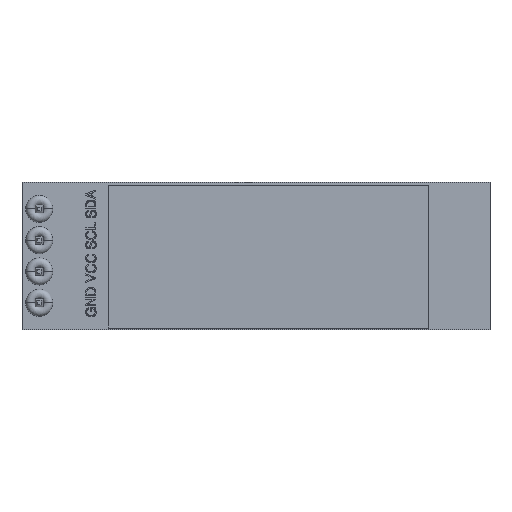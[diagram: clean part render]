
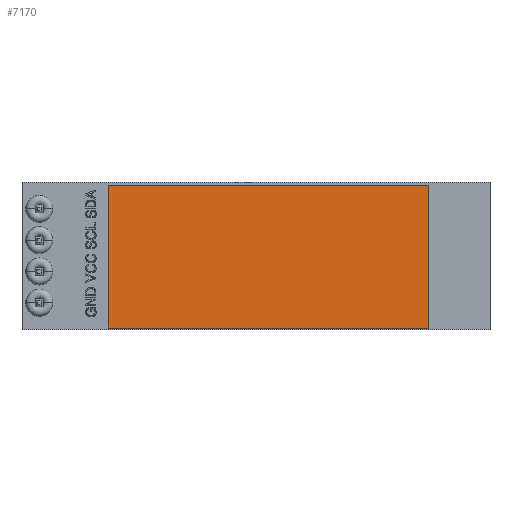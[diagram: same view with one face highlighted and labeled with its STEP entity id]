
A CAD part, top view. The second image highlights one B-rep face of the part: STEP entity #7170.
In plain terms, the highlighted planar face has unit normal (0, 0, 1).
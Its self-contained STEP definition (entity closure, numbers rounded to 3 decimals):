
#492 = LINE ( 'NONE', #23555, #17347 ) ;
#888 = CARTESIAN_POINT ( 'NONE',  ( 26., 0., 1. ) ) ;
#2322 = FACE_OUTER_BOUND ( 'NONE', #20298, .T. ) ;
#2566 = DIRECTION ( 'NONE',  ( 1., 0., 0. ) ) ;
#4010 = DIRECTION ( 'NONE',  ( 1., 0., 0. ) ) ;
#4331 = DIRECTION ( 'NONE',  ( 0., 0., 1. ) ) ;
#4794 = ORIENTED_EDGE ( 'NONE', *, *, #20573, .T. ) ;
#4818 = CARTESIAN_POINT ( 'NONE',  ( 0., 0., 1. ) ) ;
#6693 = LINE ( 'NONE', #4818, #14631 ) ;
#6849 = ORIENTED_EDGE ( 'NONE', *, *, #22717, .F. ) ;
#7047 = ORIENTED_EDGE ( 'NONE', *, *, #17447, .T. ) ;
#7170 = ADVANCED_FACE ( 'NONE', ( #2322 ), #13825, .T. ) ;
#8854 = VECTOR ( 'NONE', #17794, 1000. ) ;
#11014 = VERTEX_POINT ( 'NONE', #18563 ) ;
#11505 = VERTEX_POINT ( 'NONE', #18775 ) ;
#11693 = EDGE_CURVE ( 'NONE', #11505, #23296, #6693, .T. ) ;
#13429 = AXIS2_PLACEMENT_3D ( 'NONE', #19743, #4331, #2566 ) ;
#13825 = PLANE ( 'NONE',  #13429 ) ;
#14571 = CARTESIAN_POINT ( 'NONE',  ( 26., 11.6, 1. ) ) ;
#14631 = VECTOR ( 'NONE', #20101, 1000. ) ;
#15304 = LINE ( 'NONE', #19427, #17953 ) ;
#17347 = VECTOR ( 'NONE', #4010, 1000. ) ;
#17447 = EDGE_CURVE ( 'NONE', #11505, #11014, #492, .T. ) ;
#17794 = DIRECTION ( 'NONE',  ( 0., 1., 0. ) ) ;
#17910 = VERTEX_POINT ( 'NONE', #14571 ) ;
#17953 = VECTOR ( 'NONE', #22972, 1000. ) ;
#18563 = CARTESIAN_POINT ( 'NONE',  ( 26., 0., 1. ) ) ;
#18775 = CARTESIAN_POINT ( 'NONE',  ( 0., 0., 1. ) ) ;
#19427 = CARTESIAN_POINT ( 'NONE',  ( 0., 11.6, 1. ) ) ;
#19653 = CARTESIAN_POINT ( 'NONE',  ( 0., 11.6, 1. ) ) ;
#19743 = CARTESIAN_POINT ( 'NONE',  ( 0., 0., 1. ) ) ;
#19936 = LINE ( 'NONE', #888, #8854 ) ;
#20101 = DIRECTION ( 'NONE',  ( 0., 1., 0. ) ) ;
#20298 = EDGE_LOOP ( 'NONE', ( #22554, #7047, #4794, #6849 ) ) ;
#20573 = EDGE_CURVE ( 'NONE', #11014, #17910, #19936, .T. ) ;
#22554 = ORIENTED_EDGE ( 'NONE', *, *, #11693, .F. ) ;
#22717 = EDGE_CURVE ( 'NONE', #23296, #17910, #15304, .T. ) ;
#22972 = DIRECTION ( 'NONE',  ( 1., 0., 0. ) ) ;
#23296 = VERTEX_POINT ( 'NONE', #19653 ) ;
#23555 = CARTESIAN_POINT ( 'NONE',  ( 0., 0., 1. ) ) ;
